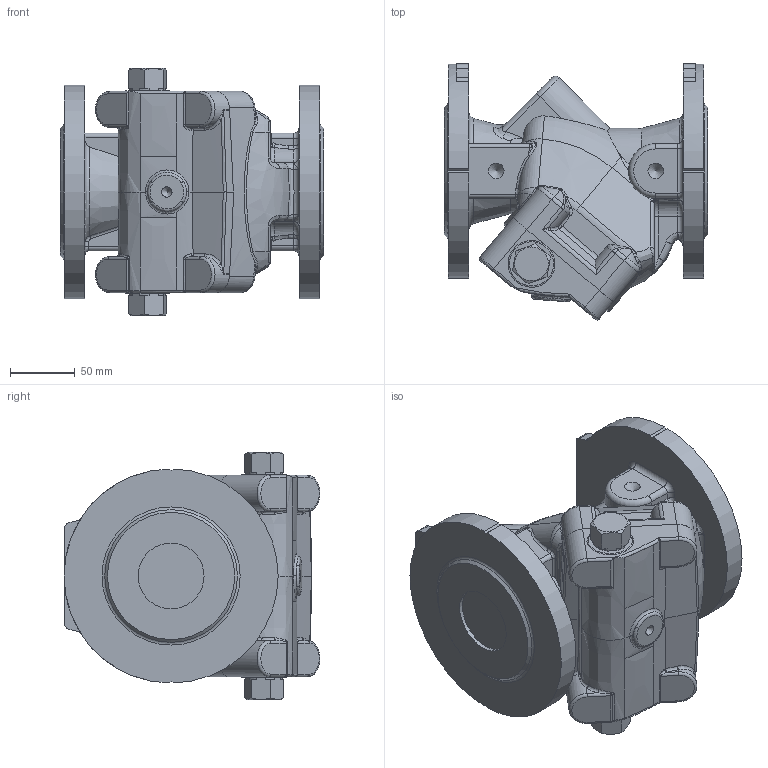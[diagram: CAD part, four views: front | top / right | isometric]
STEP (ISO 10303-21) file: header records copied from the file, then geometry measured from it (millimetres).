
FILE_DESCRIPTION (( 'STEP AP203' ), '1' );
FILE_NAME ('O_41_61_DN50_AA0_step.step', '2016-09-26T06:52:24', ( 'Windows User' ), ( 'AVK' ), 'SwSTEP 2.0', 'SolidWorks 2012', '' );
FILE_SCHEMA (( 'CONFIG_CONTROL_DESIGN' ));
Length unit declared in the file: millimetre
Products named in the file (1): O_41_61_DN50_AA0_step
Bounding box: 203 x 197.25 x 191 mm (x, y, z)
Volume: 2845747.2 mm3; surface area: 192342.8 mm2
Topology: 1 solids, 1 shells, 527 faces, 1314 edges, 776 vertices
Faces by surface type: bspline 208, cylinder 126, plane 105, torus 49, cone 26, sphere 13
Full cylindrical faces by diameter (mm): 50.8 x2
Entity records: 24257 total; most frequent: CARTESIAN_POINT 13674, ORIENTED_EDGE 2532, DIRECTION 1748, EDGE_CURVE 1266, VERTEX_POINT 764, AXIS2_PLACEMENT_3D 713, EDGE_LOOP 550, FACE_OUTER_BOUND 533
